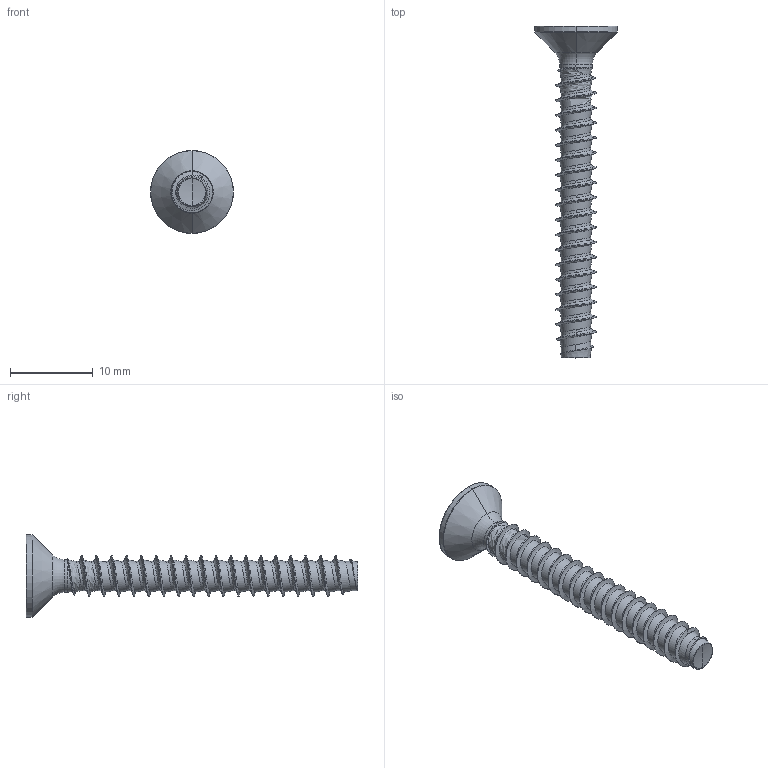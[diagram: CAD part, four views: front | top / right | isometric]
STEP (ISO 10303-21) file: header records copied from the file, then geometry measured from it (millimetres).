
FILE_DESCRIPTION (( 'STEP AP203' ), '1' );
FILE_NAME ('STP410500400.STEP', '2017-08-16T14:05:32', ( '' ), ( '' ), 'SwSTEP 2.0', 'SolidWorks 2015', '' );
FILE_SCHEMA (( 'CONFIG_CONTROL_DESIGN' ));
Length unit declared in the file: millimetre
Products named in the file (1): STP410500400
Bounding box: 10 x 40 x 10 mm (x, y, z)
Volume: 577.1 mm3; surface area: 895.4 mm2
Topology: 1 solids, 1 shells, 120 faces, 308 edges, 190 vertices
Faces by surface type: cylinder 63, bspline 35, cone 12, torus 6, sphere 2, plane 2
Entity records: 35247 total; most frequent: CARTESIAN_POINT 32742, ORIENTED_EDGE 612, DIRECTION 367, EDGE_CURVE 306, VERTEX_POINT 190, AXIS2_PLACEMENT_3D 144, B_SPLINE_CURVE_WITH_KNOTS 130, EDGE_LOOP 122
